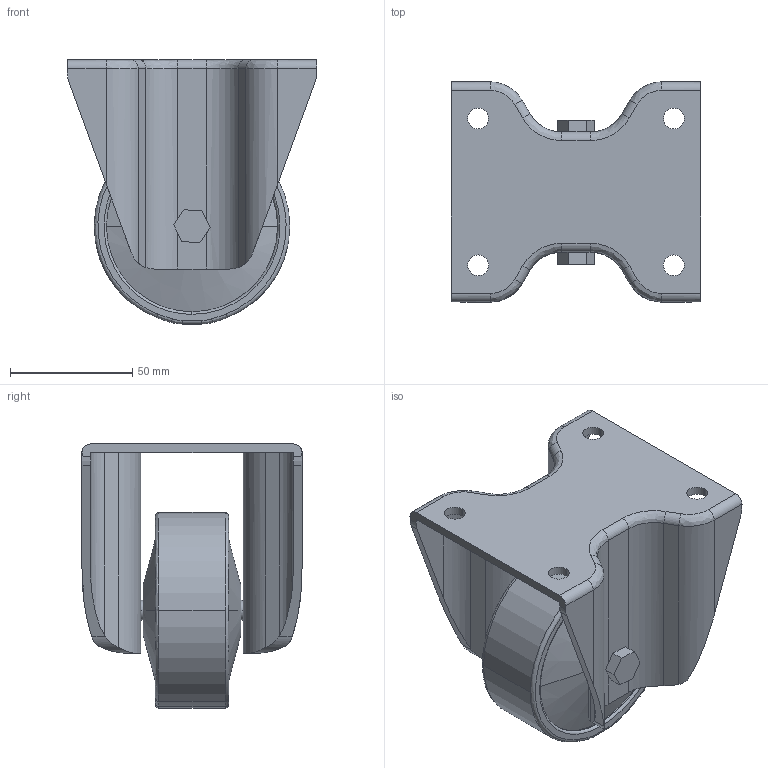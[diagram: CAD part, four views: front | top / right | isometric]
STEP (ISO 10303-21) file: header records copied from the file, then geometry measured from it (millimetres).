
FILE_DESCRIPTION (( 'STEP AP214' ), '1' );
FILE_NAME ('7420211', '2019-02-04T12:25:38', ( '' ), ('JUGARD+KÜNSTNER GmbH'), 'SwSTEP 2.0', 'SolidWorks 2017', '' );
FILE_SCHEMA (( 'AUTOMOTIVE_DESIGN' ));
Length unit declared in the file: millimetre
Products named in the file (1): 7420211_CNAJF00
Bounding box: 102 x 90 x 108 mm (x, y, z)
Volume: 240506.6 mm3; surface area: 64983.9 mm2
Topology: 1 solids, 1 shells, 144 faces, 393 edges, 255 vertices
Faces by surface type: cylinder 65, plane 51, bspline 24, cone 4
Entity records: 8220 total; most frequent: CARTESIAN_POINT 3197, ORIENTED_EDGE 786, DIRECTION 608, EDGE_CURVE 393, VERTEX_POINT 255, AXIS2_PLACEMENT_3D 216, VECTOR 176, LINE 176
